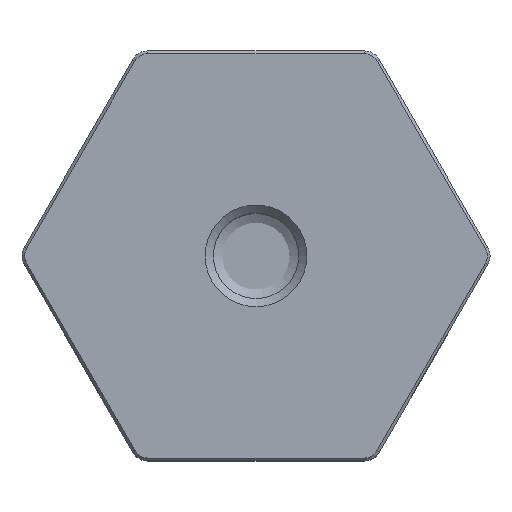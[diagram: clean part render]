
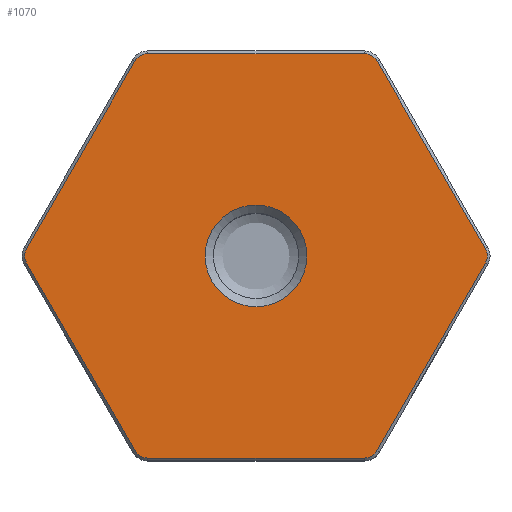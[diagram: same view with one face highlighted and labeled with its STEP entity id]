
A CAD part, top view. The second image highlights one B-rep face of the part: STEP entity #1070.
In plain terms, the highlighted planar face has unit normal (0, 0, 1).
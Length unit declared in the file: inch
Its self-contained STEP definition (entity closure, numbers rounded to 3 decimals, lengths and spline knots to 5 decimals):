
#81=LINE('',#1551,#159);
#86=LINE('',#1565,#164);
#90=LINE('',#1577,#168);
#94=LINE('',#1589,#172);
#98=LINE('',#1601,#176);
#102=LINE('',#1613,#180);
#159=VECTOR('',#1265,0.3937);
#164=VECTOR('',#1278,0.3937);
#168=VECTOR('',#1290,0.3937);
#172=VECTOR('',#1302,0.3937);
#176=VECTOR('',#1314,0.3937);
#180=VECTOR('',#1326,0.3937);
#260=FACE_BOUND('',#355,.T.);
#283=FACE_OUTER_BOUND('',#354,.T.);
#354=EDGE_LOOP('',(#784,#785,#786,#787,#788,#789,#790,#791,#792,#793,#794,
#795));
#355=EDGE_LOOP('',(#796));
#409=CIRCLE('',#1151,0.02625);
#411=CIRCLE('',#1155,0.02625);
#413=CIRCLE('',#1159,0.02625);
#415=CIRCLE('',#1163,0.02625);
#417=CIRCLE('',#1167,0.02625);
#419=CIRCLE('',#1171,0.02625);
#423=CIRCLE('',#1182,0.093);
#450=VERTEX_POINT('',#1548);
#451=VERTEX_POINT('',#1550);
#454=VERTEX_POINT('',#1558);
#456=VERTEX_POINT('',#1563);
#458=VERTEX_POINT('',#1570);
#460=VERTEX_POINT('',#1575);
#462=VERTEX_POINT('',#1582);
#464=VERTEX_POINT('',#1587);
#466=VERTEX_POINT('',#1594);
#468=VERTEX_POINT('',#1599);
#470=VERTEX_POINT('',#1606);
#472=VERTEX_POINT('',#1611);
#480=VERTEX_POINT('',#1645);
#550=EDGE_CURVE('',#450,#451,#81,.T.);
#555=EDGE_CURVE('',#454,#450,#409,.T.);
#557=EDGE_CURVE('',#456,#454,#86,.T.);
#561=EDGE_CURVE('',#458,#456,#411,.T.);
#563=EDGE_CURVE('',#460,#458,#90,.T.);
#567=EDGE_CURVE('',#462,#460,#413,.T.);
#569=EDGE_CURVE('',#464,#462,#94,.T.);
#573=EDGE_CURVE('',#466,#464,#415,.T.);
#575=EDGE_CURVE('',#468,#466,#98,.T.);
#579=EDGE_CURVE('',#470,#468,#417,.T.);
#581=EDGE_CURVE('',#472,#470,#102,.T.);
#584=EDGE_CURVE('',#451,#472,#419,.T.);
#598=EDGE_CURVE('',#480,#480,#423,.T.);
#784=ORIENTED_EDGE('',*,*,#550,.F.);
#785=ORIENTED_EDGE('',*,*,#555,.F.);
#786=ORIENTED_EDGE('',*,*,#557,.F.);
#787=ORIENTED_EDGE('',*,*,#561,.F.);
#788=ORIENTED_EDGE('',*,*,#563,.F.);
#789=ORIENTED_EDGE('',*,*,#567,.F.);
#790=ORIENTED_EDGE('',*,*,#569,.F.);
#791=ORIENTED_EDGE('',*,*,#573,.F.);
#792=ORIENTED_EDGE('',*,*,#575,.F.);
#793=ORIENTED_EDGE('',*,*,#579,.F.);
#794=ORIENTED_EDGE('',*,*,#581,.F.);
#795=ORIENTED_EDGE('',*,*,#584,.F.);
#796=ORIENTED_EDGE('',*,*,#598,.F.);
#1035=PLANE('',#1181);
#1070=ADVANCED_FACE('',(#283,#260),#1035,.T.);
#1151=AXIS2_PLACEMENT_3D('',#1560,#1273,#1274);
#1155=AXIS2_PLACEMENT_3D('',#1572,#1285,#1286);
#1159=AXIS2_PLACEMENT_3D('',#1584,#1297,#1298);
#1163=AXIS2_PLACEMENT_3D('',#1596,#1309,#1310);
#1167=AXIS2_PLACEMENT_3D('',#1608,#1321,#1322);
#1171=AXIS2_PLACEMENT_3D('',#1617,#1332,#1333);
#1181=AXIS2_PLACEMENT_3D('',#1644,#1362,#1363);
#1182=AXIS2_PLACEMENT_3D('',#1646,#1364,#1365);
#1265=DIRECTION('',(1.,0.,0.));
#1273=DIRECTION('center_axis',(0.,0.,-1.));
#1274=DIRECTION('ref_axis',(-0.5,0.866,0.));
#1278=DIRECTION('',(0.5,0.866,0.));
#1285=DIRECTION('center_axis',(0.,0.,-1.));
#1286=DIRECTION('ref_axis',(-1.,0.,0.));
#1290=DIRECTION('',(-0.5,0.866,0.));
#1297=DIRECTION('center_axis',(0.,0.,-1.));
#1298=DIRECTION('ref_axis',(-0.5,-0.866,0.));
#1302=DIRECTION('',(-1.,0.,0.));
#1309=DIRECTION('center_axis',(0.,0.,-1.));
#1310=DIRECTION('ref_axis',(0.5,-0.866,0.));
#1314=DIRECTION('',(-0.5,-0.866,0.));
#1321=DIRECTION('center_axis',(0.,0.,-1.));
#1322=DIRECTION('ref_axis',(1.,0.,0.));
#1326=DIRECTION('',(0.5,-0.866,0.));
#1332=DIRECTION('center_axis',(0.,0.,-1.));
#1333=DIRECTION('ref_axis',(0.5,0.866,0.));
#1362=DIRECTION('center_axis',(0.,0.,1.));
#1363=DIRECTION('ref_axis',(1.,0.,0.));
#1364=DIRECTION('center_axis',(0.,0.,1.));
#1365=DIRECTION('ref_axis',(-1.,0.,0.));
#1548=CARTESIAN_POINT('',(-0.19846,0.37,0.31));
#1550=CARTESIAN_POINT('',(0.19846,0.37,0.31));
#1551=CARTESIAN_POINT('',(0.10825,0.37,0.31));
#1558=CARTESIAN_POINT('',(-0.2212,0.35688,0.31));
#1560=CARTESIAN_POINT('Origin',(-0.19846,0.34375,0.31));
#1563=CARTESIAN_POINT('',(-0.41966,0.01312,0.31));
#1565=CARTESIAN_POINT('',(-0.2663,0.27875,0.31));
#1570=CARTESIAN_POINT('',(-0.41966,-0.01313,0.31));
#1572=CARTESIAN_POINT('Origin',(-0.39693,0.,
0.31));
#1575=CARTESIAN_POINT('',(-0.2212,-0.35688,0.31));
#1577=CARTESIAN_POINT('',(-0.37456,-0.09125,0.31));
#1582=CARTESIAN_POINT('',(-0.19846,-0.37,0.31));
#1584=CARTESIAN_POINT('Origin',(-0.19846,-0.34375,0.31));
#1587=CARTESIAN_POINT('',(0.19846,-0.37,0.31));
#1589=CARTESIAN_POINT('',(-0.10825,-0.37,0.31));
#1594=CARTESIAN_POINT('',(0.2212,-0.35688,0.31));
#1596=CARTESIAN_POINT('Origin',(0.19846,-0.34375,0.31));
#1599=CARTESIAN_POINT('',(0.41966,-0.01313,0.31));
#1601=CARTESIAN_POINT('',(0.2663,-0.27875,0.31));
#1606=CARTESIAN_POINT('',(0.41966,0.01312,0.31));
#1608=CARTESIAN_POINT('Origin',(0.39693,0.,
0.31));
#1611=CARTESIAN_POINT('',(0.2212,0.35688,0.31));
#1613=CARTESIAN_POINT('',(0.37456,0.09125,0.31));
#1617=CARTESIAN_POINT('Origin',(0.19846,0.34375,0.31));
#1644=CARTESIAN_POINT('Origin',(0.,0.,0.31));
#1645=CARTESIAN_POINT('',(0.093,0.,0.31));
#1646=CARTESIAN_POINT('Origin',(0.,0.,0.31));
